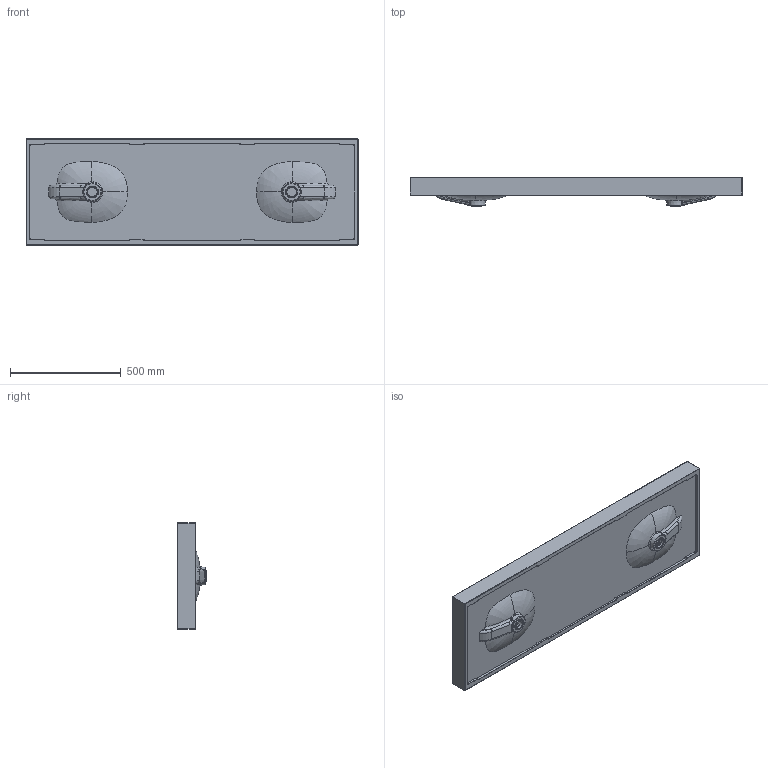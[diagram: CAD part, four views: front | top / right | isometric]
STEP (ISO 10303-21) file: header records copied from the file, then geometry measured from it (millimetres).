
FILE_DESCRIPTION((''),'2;1');
FILE_NAME('1500_C_RENDER_ASM','2020-10-21T10:54:26',('ipelchen'),(''),'CREO PARAMETRIC BY PTC INC, 2018190','CREO PARAMETRIC BY PTC INC, 2018190','');
FILE_SCHEMA(('CONFIG_CONTROL_DESIGN'));
Length unit declared in the file: millimetre
Products named in the file (6): KADO_LUSSI_1500_DBL_C_LIGHT; KADOLUSSI_WASTE_TESTING_ONLY__; KADOLUSSI_WASTE_TOPSEAL__; KADO_SS_CAP__; KADO_LUSSI_WASTE_ASM_ASM; 1500_C_RENDER_ASM
Assembly tree (6 placements, depth 3):
  1500_C_RENDER_ASM
    KADO_LUSSI_1500_DBL_C_LIGHT
    KADO_LUSSI_WASTE_ASM_ASM  x2
      KADOLUSSI_WASTE_TESTING_ONLY__
      KADOLUSSI_WASTE_TOPSEAL__
      KADO_SS_CAP__
Bounding box: 1500 x 130.03 x 480 mm (x, y, z)
Volume: 38855829.8 mm3; surface area: 1980845.7 mm2
Topology: 7 solids, 7 shells, 345 faces, 806 edges, 470 vertices
Faces by surface type: bspline 112, plane 81, cylinder 78, torus 32, cone 22, sphere 12, extrusion 8
Entity records: 19211 total; most frequent: CARTESIAN_POINT 12948, ORIENTED_EDGE 1428, DIRECTION 1056, EDGE_CURVE 714, AXIS2_PLACEMENT_3D 419, VERTEX_POINT 417, EDGE_LOOP 319, FACE_OUTER_BOUND 304
